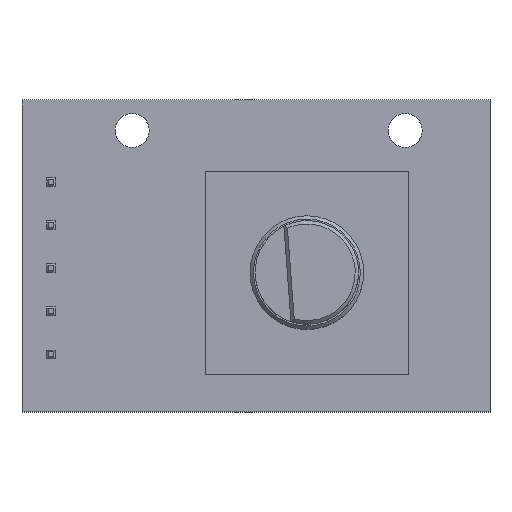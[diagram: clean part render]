
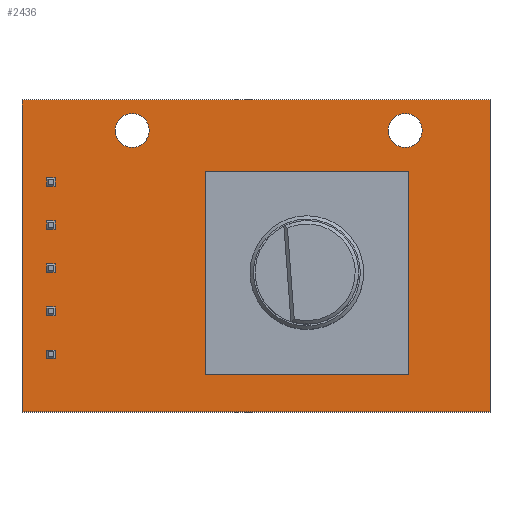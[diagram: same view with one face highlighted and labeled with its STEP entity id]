
A CAD part, top view. The second image highlights one B-rep face of the part: STEP entity #2436.
In plain terms, the highlighted planar face has unit normal (0, 0, 1).
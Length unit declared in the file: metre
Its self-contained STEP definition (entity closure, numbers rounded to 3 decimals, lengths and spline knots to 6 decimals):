
#19=CIRCLE('',#3450,0.001);
#20=CIRCLE('',#3451,0.001);
#592=ORIENTED_EDGE('',*,*,#936,.F.);
#593=ORIENTED_EDGE('',*,*,#937,.F.);
#594=ORIENTED_EDGE('',*,*,#926,.F.);
#595=ORIENTED_EDGE('',*,*,#930,.T.);
#596=ORIENTED_EDGE('',*,*,#933,.T.);
#597=ORIENTED_EDGE('',*,*,#935,.F.);
#926=EDGE_CURVE('',#1130,#1131,#1422,.T.);
#930=EDGE_CURVE('',#1130,#1133,#1426,.T.);
#933=EDGE_CURVE('',#1133,#1135,#1429,.T.);
#935=EDGE_CURVE('',#1131,#1135,#1431,.T.);
#936=EDGE_CURVE('',#1136,#1136,#19,.T.);
#937=EDGE_CURVE('',#1137,#1137,#20,.T.);
#1130=VERTEX_POINT('',#4669);
#1131=VERTEX_POINT('',#4671);
#1133=VERTEX_POINT('',#4677);
#1135=VERTEX_POINT('',#4683);
#1136=VERTEX_POINT('',#4690);
#1137=VERTEX_POINT('',#4692);
#1422=LINE('',#4670,#1711);
#1426=LINE('',#4678,#1715);
#1429=LINE('',#4684,#1718);
#1431=LINE('',#4687,#1720);
#1711=VECTOR('',#4010,1.);
#1715=VECTOR('',#4016,1.);
#1718=VECTOR('',#4021,1.);
#1720=VECTOR('',#4025,1.);
#1862=EDGE_LOOP('',(#592));
#1863=EDGE_LOOP('',(#593));
#1864=EDGE_LOOP('',(#594,#595,#596,#597));
#2020=FACE_BOUND('',#1862,.T.);
#2021=FACE_BOUND('',#1863,.T.);
#2022=FACE_BOUND('',#1864,.T.);
#2178=PLANE('',#3449);
#2436=ADVANCED_FACE('',(#2020,#2021,#2022),#2178,.T.);
#3449=AXIS2_PLACEMENT_3D('',#4688,#4026,#4027);
#3450=AXIS2_PLACEMENT_3D('',#4689,#4028,#4029);
#3451=AXIS2_PLACEMENT_3D('',#4691,#4030,#4031);
#4010=DIRECTION('',(0.,1.,0.));
#4016=DIRECTION('',(1.,0.,0.));
#4021=DIRECTION('',(0.,1.,0.));
#4025=DIRECTION('',(1.,0.,0.));
#4026=DIRECTION('',(0.,0.,1.));
#4027=DIRECTION('',(1.,0.,0.));
#4028=DIRECTION('',(0.,0.,1.));
#4029=DIRECTION('',(1.,0.,0.));
#4030=DIRECTION('',(0.,0.,1.));
#4031=DIRECTION('',(1.,0.,0.));
#4669=CARTESIAN_POINT('',(-0.0017,-0.0034,0.0091));
#4670=CARTESIAN_POINT('',(-0.0017,0.0058,0.0091));
#4671=CARTESIAN_POINT('',(-0.0017,0.015,0.0091));
#4677=CARTESIAN_POINT('',(0.0259,-0.0034,0.0091));
#4678=CARTESIAN_POINT('',(0.0121,-0.0034,0.0091));
#4683=CARTESIAN_POINT('',(0.0259,0.015,0.0091));
#4684=CARTESIAN_POINT('',(0.0259,0.0058,0.0091));
#4687=CARTESIAN_POINT('',(0.0121,0.015,0.0091));
#4688=CARTESIAN_POINT('',(0.0121,0.0058,0.0091));
#4689=CARTESIAN_POINT('',(0.0048,0.0132,0.0091));
#4690=CARTESIAN_POINT('',(0.0058,0.0132,0.0091));
#4691=CARTESIAN_POINT('',(0.0209,0.0132,0.0091));
#4692=CARTESIAN_POINT('',(0.0219,0.0132,0.0091));
